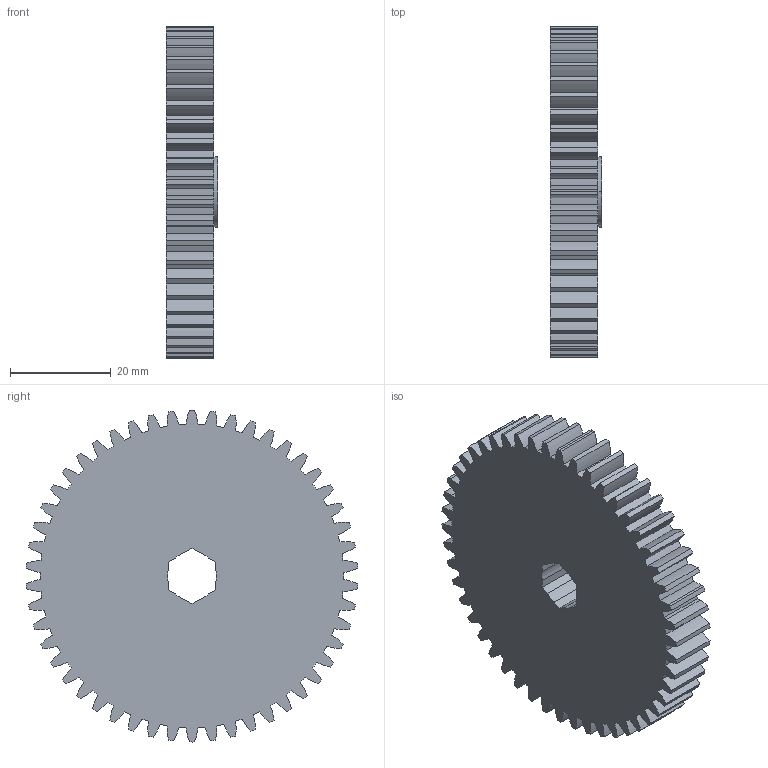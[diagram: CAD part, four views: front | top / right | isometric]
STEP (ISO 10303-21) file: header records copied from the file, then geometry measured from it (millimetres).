
FILE_DESCRIPTION (( 'STEP AP214' ), '1' );
FILE_NAME ('am-0149 Toughbox Large Cluster Gear.STEP', '2014-08-20T20:33:34', ( '' ), ( '' ), 'SwSTEP 2.0', 'SolidWorks 2014', '' );
FILE_SCHEMA (( 'AUTOMOTIVE_DESIGN' ));
Length unit declared in the file: inch
Products named in the file (1): am-0149 Toughbox Large Cluster Gear
Bounding box: 10.16 x 65.97 x 66.04 mm (x, y, z)
Volume: 28795.1 mm3; surface area: 10367.9 mm2
Topology: 1 solids, 1 shells, 228 faces, 675 edges, 450 vertices
Faces by surface type: cylinder 213, plane 15
Entity records: 7929 total; most frequent: DIRECTION 1559, CARTESIAN_POINT 1354, ORIENTED_EDGE 1350, EDGE_CURVE 675, AXIS2_PLACEMENT_3D 655, VERTEX_POINT 450, CIRCLE 426, VECTOR 249
